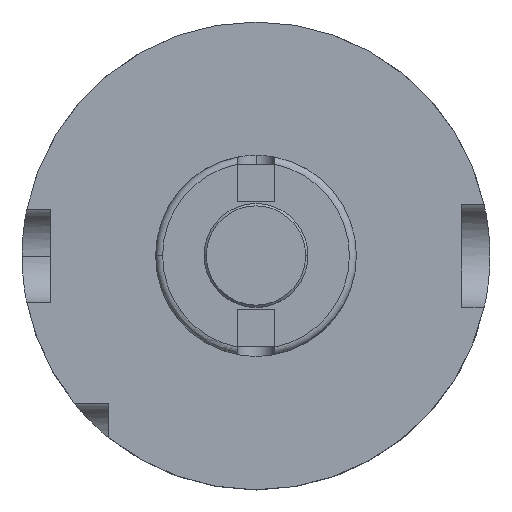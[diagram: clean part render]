
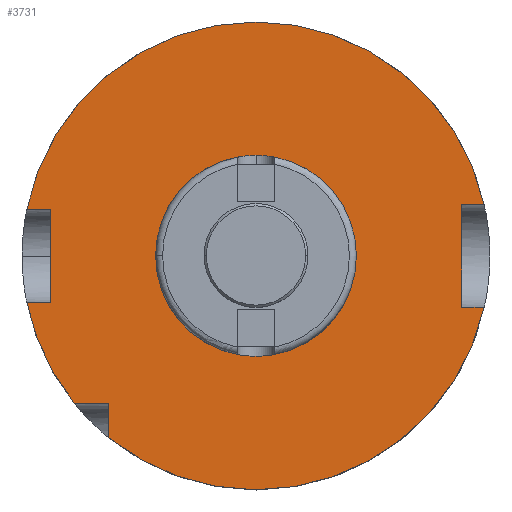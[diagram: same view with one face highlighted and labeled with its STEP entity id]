
A CAD part, top view. The second image highlights one B-rep face of the part: STEP entity #3731.
In plain terms, the highlighted planar face has unit normal (0, 0, 1).
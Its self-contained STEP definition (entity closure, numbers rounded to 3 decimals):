
#13 = EDGE_CURVE ( 'NONE', #2839, #2841, #836, .T. ) ;
#16 = CARTESIAN_POINT ( 'NONE',  ( -44., 10., 29. ) ) ;
#46 = VECTOR ( 'NONE', #3047, 1000. ) ;
#61 = ORIENTED_EDGE ( 'NONE', *, *, #956, .F. ) ;
#72 = CIRCLE ( 'NONE', #3041, 21.463 ) ;
#119 = LINE ( 'NONE', #2476, #1981 ) ;
#132 = EDGE_LOOP ( 'NONE', ( #3678, #61, #3576, #561, #848, #1776, #182, #1214, #2130, #777, #1723, #3204 ) ) ;
#142 = CARTESIAN_POINT ( 'NONE',  ( 0., -11., 29. ) ) ;
#169 = VECTOR ( 'NONE', #2353, 1000. ) ;
#182 = ORIENTED_EDGE ( 'NONE', *, *, #3613, .F. ) ;
#199 = CIRCLE ( 'NONE', #3277, 50. ) ;
#205 = CIRCLE ( 'NONE', #3193, 50. ) ;
#207 = CARTESIAN_POINT ( 'NONE',  ( -48.99, -10., 29. ) ) ;
#235 = CARTESIAN_POINT ( 'NONE',  ( -31.5, -38.83, 29. ) ) ;
#260 = LINE ( 'NONE', #2061, #169 ) ;
#275 = VERTEX_POINT ( 'NONE', #3654 ) ;
#499 = DIRECTION ( 'NONE',  ( 0., 0., 1. ) ) ;
#546 = VECTOR ( 'NONE', #1163, 1000. ) ;
#561 = ORIENTED_EDGE ( 'NONE', *, *, #685, .T. ) ;
#563 = CARTESIAN_POINT ( 'NONE',  ( 48.775, 11., 29. ) ) ;
#619 = LINE ( 'NONE', #3498, #546 ) ;
#658 = EDGE_CURVE ( 'NONE', #3418, #2705, #205, .T. ) ;
#666 = CARTESIAN_POINT ( 'NONE',  ( 0., -31.5, 29. ) ) ;
#671 = AXIS2_PLACEMENT_3D ( 'NONE', #3431, #499, #2577 ) ;
#685 = EDGE_CURVE ( 'NONE', #3418, #2656, #2578, .T. ) ;
#715 = DIRECTION ( 'NONE',  ( 0., 0., -1. ) ) ;
#716 = AXIS2_PLACEMENT_3D ( 'NONE', #808, #2886, #1106 ) ;
#777 = ORIENTED_EDGE ( 'NONE', *, *, #2780, .T. ) ;
#792 = DIRECTION ( 'NONE',  ( 0., 1., 0. ) ) ;
#808 = CARTESIAN_POINT ( 'NONE',  ( 0., 0., 29. ) ) ;
#836 = LINE ( 'NONE', #3628, #46 ) ;
#848 = ORIENTED_EDGE ( 'NONE', *, *, #1938, .F. ) ;
#899 = VECTOR ( 'NONE', #915, 1000. ) ;
#915 = DIRECTION ( 'NONE',  ( -1., 0., 0. ) ) ;
#920 = DIRECTION ( 'NONE',  ( 0., 0., -1. ) ) ;
#931 = FACE_BOUND ( 'NONE', #2470, .T. ) ;
#956 = EDGE_CURVE ( 'NONE', #2705, #275, #1140, .T. ) ;
#1023 = DIRECTION ( 'NONE',  ( 0., 0., -1. ) ) ;
#1025 = FACE_OUTER_BOUND ( 'NONE', #132, .T. ) ;
#1065 = EDGE_CURVE ( 'NONE', #3078, #3140, #3009, .T. ) ;
#1103 = AXIS2_PLACEMENT_3D ( 'NONE', #2807, #1023, #3086 ) ;
#1106 = DIRECTION ( 'NONE',  ( 0., 1., 0. ) ) ;
#1126 = EDGE_CURVE ( 'NONE', #2841, #1415, #3601, .T. ) ;
#1140 = LINE ( 'NONE', #2530, #1824 ) ;
#1163 = DIRECTION ( 'NONE',  ( 0., -1., 0. ) ) ;
#1214 = ORIENTED_EDGE ( 'NONE', *, *, #1126, .F. ) ;
#1254 = EDGE_CURVE ( 'NONE', #2282, #2645, #199, .T. ) ;
#1287 = DIRECTION ( 'NONE',  ( 0., 0., -1. ) ) ;
#1297 = CARTESIAN_POINT ( 'NONE',  ( -38.83, -31.5, 29. ) ) ;
#1316 = DIRECTION ( 'NONE',  ( 0., 0., -1. ) ) ;
#1322 = VECTOR ( 'NONE', #2443, 1000. ) ;
#1346 = CARTESIAN_POINT ( 'NONE',  ( -44., -10., 29. ) ) ;
#1415 = VERTEX_POINT ( 'NONE', #2553 ) ;
#1441 = VERTEX_POINT ( 'NONE', #1491 ) ;
#1491 = CARTESIAN_POINT ( 'NONE',  ( 0., -21.463, 29. ) ) ;
#1507 = LINE ( 'NONE', #666, #1322 ) ;
#1693 = DIRECTION ( 'NONE',  ( 0., -1., 0. ) ) ;
#1723 = ORIENTED_EDGE ( 'NONE', *, *, #1725, .F. ) ;
#1725 = EDGE_CURVE ( 'NONE', #2645, #2987, #260, .T. ) ;
#1738 = AXIS2_PLACEMENT_3D ( 'NONE', #2702, #920, #2983 ) ;
#1776 = ORIENTED_EDGE ( 'NONE', *, *, #1065, .T. ) ;
#1824 = VECTOR ( 'NONE', #792, 1000. ) ;
#1938 = EDGE_CURVE ( 'NONE', #3078, #2656, #119, .T. ) ;
#1981 = VECTOR ( 'NONE', #1693, 1000. ) ;
#2008 = CARTESIAN_POINT ( 'NONE',  ( 44., -11., 29. ) ) ;
#2017 = CIRCLE ( 'NONE', #1103, 50. ) ;
#2049 = EDGE_CURVE ( 'NONE', #275, #2282, #1507, .T. ) ;
#2061 = CARTESIAN_POINT ( 'NONE',  ( 0., -10., 29. ) ) ;
#2062 = VERTEX_POINT ( 'NONE', #2458 ) ;
#2096 = DIRECTION ( 'NONE',  ( 1., 0., 0. ) ) ;
#2108 = CARTESIAN_POINT ( 'NONE',  ( 0., 11., 29. ) ) ;
#2130 = ORIENTED_EDGE ( 'NONE', *, *, #13, .F. ) ;
#2139 = ORIENTED_EDGE ( 'NONE', *, *, #2643, .T. ) ;
#2252 = VECTOR ( 'NONE', #2096, 1000. ) ;
#2282 = VERTEX_POINT ( 'NONE', #1297 ) ;
#2285 = PLANE ( 'NONE',  #671 ) ;
#2298 = EDGE_CURVE ( 'NONE', #2062, #1441, #72, .T. ) ;
#2353 = DIRECTION ( 'NONE',  ( 1., 0., 0. ) ) ;
#2409 = ORIENTED_EDGE ( 'NONE', *, *, #2298, .T. ) ;
#2443 = DIRECTION ( 'NONE',  ( -1., 0., 0. ) ) ;
#2458 = CARTESIAN_POINT ( 'NONE',  ( 0., 21.463, 29. ) ) ;
#2470 = EDGE_LOOP ( 'NONE', ( #2409, #2139 ) ) ;
#2476 = CARTESIAN_POINT ( 'NONE',  ( 44., -11., 29. ) ) ;
#2479 = CIRCLE ( 'NONE', #716, 21.463 ) ;
#2530 = CARTESIAN_POINT ( 'NONE',  ( -31.5, 21.463, 29. ) ) ;
#2553 = CARTESIAN_POINT ( 'NONE',  ( 0., 50., 29. ) ) ;
#2577 = DIRECTION ( 'NONE',  ( 0., -1., 0. ) ) ;
#2578 = LINE ( 'NONE', #142, #899 ) ;
#2643 = EDGE_CURVE ( 'NONE', #1441, #2062, #2479, .T. ) ;
#2645 = VERTEX_POINT ( 'NONE', #207 ) ;
#2656 = VERTEX_POINT ( 'NONE', #2008 ) ;
#2702 = CARTESIAN_POINT ( 'NONE',  ( 0., 0., 29. ) ) ;
#2705 = VERTEX_POINT ( 'NONE', #235 ) ;
#2780 = EDGE_CURVE ( 'NONE', #2839, #2987, #619, .T. ) ;
#2807 = CARTESIAN_POINT ( 'NONE',  ( 0., 0., 29. ) ) ;
#2839 = VERTEX_POINT ( 'NONE', #16 ) ;
#2841 = VERTEX_POINT ( 'NONE', #3531 ) ;
#2886 = DIRECTION ( 'NONE',  ( 0., 0., -1. ) ) ;
#2983 = DIRECTION ( 'NONE',  ( 0., 1., 0. ) ) ;
#2987 = VERTEX_POINT ( 'NONE', #1346 ) ;
#3009 = LINE ( 'NONE', #2108, #2252 ) ;
#3036 = DIRECTION ( 'NONE',  ( 0., 1., 0. ) ) ;
#3041 = AXIS2_PLACEMENT_3D ( 'NONE', #3079, #1316, #3364 ) ;
#3047 = DIRECTION ( 'NONE',  ( -1., 0., 0. ) ) ;
#3055 = CARTESIAN_POINT ( 'NONE',  ( 0., 0., 29. ) ) ;
#3078 = VERTEX_POINT ( 'NONE', #3733 ) ;
#3079 = CARTESIAN_POINT ( 'NONE',  ( 0., 0., 29. ) ) ;
#3086 = DIRECTION ( 'NONE',  ( 0., 1., 0. ) ) ;
#3140 = VERTEX_POINT ( 'NONE', #563 ) ;
#3193 = AXIS2_PLACEMENT_3D ( 'NONE', #3574, #715, #3036 ) ;
#3204 = ORIENTED_EDGE ( 'NONE', *, *, #1254, .F. ) ;
#3277 = AXIS2_PLACEMENT_3D ( 'NONE', #3055, #1287, #3341 ) ;
#3341 = DIRECTION ( 'NONE',  ( 0., 1., 0. ) ) ;
#3364 = DIRECTION ( 'NONE',  ( 0., 1., 0. ) ) ;
#3418 = VERTEX_POINT ( 'NONE', #3563 ) ;
#3431 = CARTESIAN_POINT ( 'NONE',  ( 0., 21.463, 29. ) ) ;
#3498 = CARTESIAN_POINT ( 'NONE',  ( -44., -10., 29. ) ) ;
#3531 = CARTESIAN_POINT ( 'NONE',  ( -48.99, 10., 29. ) ) ;
#3563 = CARTESIAN_POINT ( 'NONE',  ( 48.775, -11., 29. ) ) ;
#3574 = CARTESIAN_POINT ( 'NONE',  ( 0., 0., 29. ) ) ;
#3576 = ORIENTED_EDGE ( 'NONE', *, *, #658, .F. ) ;
#3601 = CIRCLE ( 'NONE', #1738, 50. ) ;
#3613 = EDGE_CURVE ( 'NONE', #1415, #3140, #2017, .T. ) ;
#3628 = CARTESIAN_POINT ( 'NONE',  ( 0., 10., 29. ) ) ;
#3654 = CARTESIAN_POINT ( 'NONE',  ( -31.5, -31.5, 29. ) ) ;
#3678 = ORIENTED_EDGE ( 'NONE', *, *, #2049, .F. ) ;
#3731 = ADVANCED_FACE ( 'NONE', ( #1025, #931 ), #2285, .T. ) ;
#3733 = CARTESIAN_POINT ( 'NONE',  ( 44., 11., 29. ) ) ;
